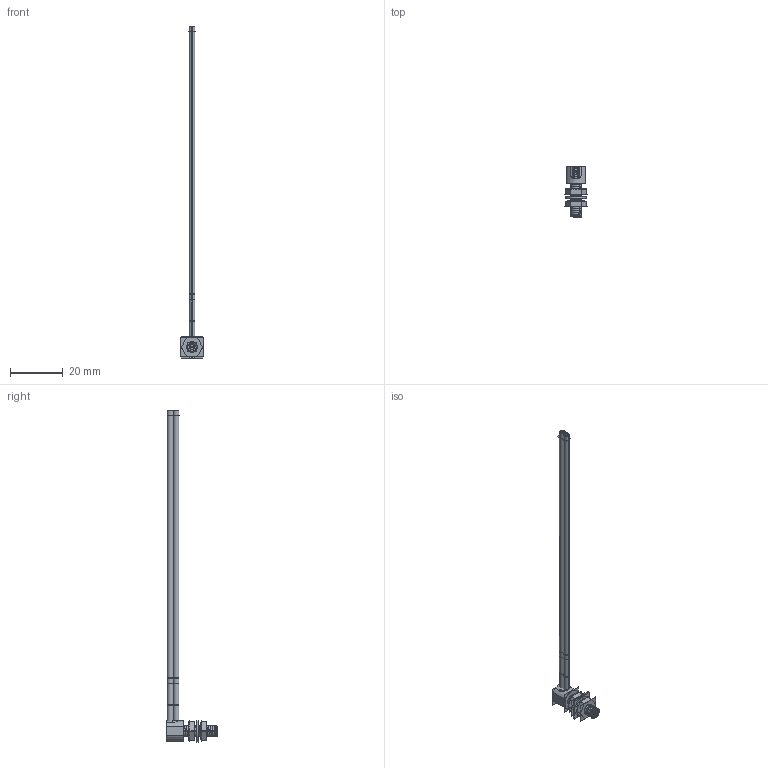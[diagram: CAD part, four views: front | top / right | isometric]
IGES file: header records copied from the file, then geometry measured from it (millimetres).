
Start section:  PTC IGES file: 161880.igs
Global section: file name: 161880.igs; native system: Creo Parametric by Parametric Technology Corporation; preprocessor: 2016010; author: PDMAdmin; organization: Unknown; date: 20160520.131224; units: millimetre
Bounding box: 8.41 x 19.56 x 126.16 mm (x, y, z)
Volume: 1346.5 mm3; surface area: 20211.4 mm2
Topology: 8 solids, 12 shells, 348 faces, 1814 edges, 2335 vertices
Faces by surface type: revolution 202, bspline 146
